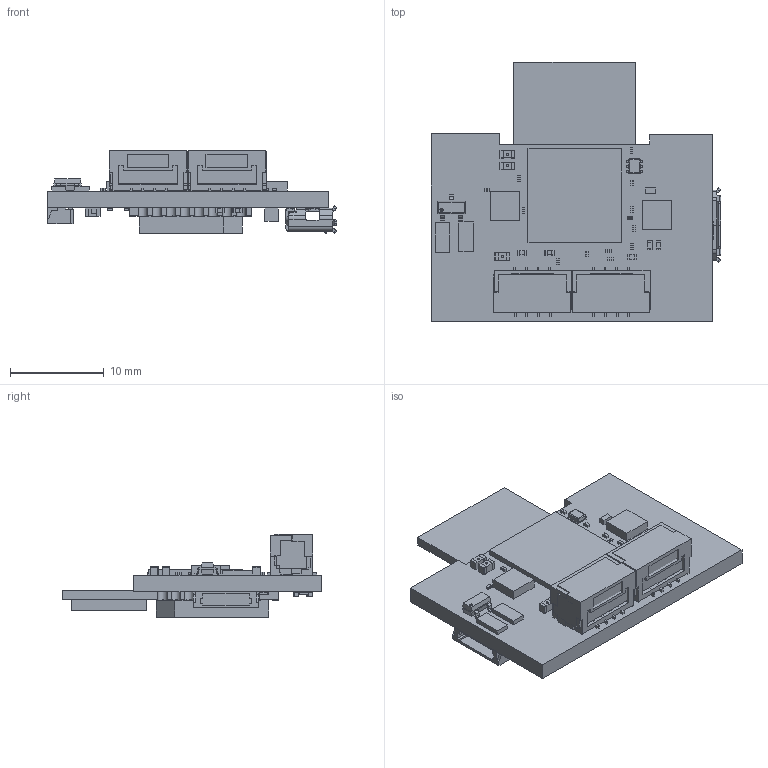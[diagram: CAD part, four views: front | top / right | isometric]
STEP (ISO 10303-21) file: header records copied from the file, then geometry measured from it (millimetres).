
FILE_DESCRIPTION(('Open CASCADE Model'),'2;1');
FILE_NAME('Open CASCADE Shape Model','2018-01-04T14:45:03',('Author'),( 'Open CASCADE'),'Open CASCADE STEP processor 6.8','Open CASCADE 6.8' ,'Unknown');
FILE_SCHEMA(('AUTOMOTIVE_DESIGN { 1 0 10303 214 1 1 1 1 }'));
Length unit declared in the file: millimetre
Products named in the file (79): PCB; Board; D2; User_Library-SOT23-3; F2; 8709747136; Extruded; F1; CANV_CAN2; BM04B-GHS-TBT; CANV_CAN1; UWB1; DWM1000_Module; U3_CAN2; 6695875584; R15_CAN2; RES0402; JMP_CAN2; CAN_CAN2; SM04B-GHS-TB; C16_CAN2; 6650167552; C20; cap_0603; C18; cap_0201; C17; C15; C13; C12; C10; USB; 473460001; Open CASCADE STEP translator 6.8 1.20.1.1; Open CASCADE STEP translator 6.8 1.20.1.2; U2; 9060396544; R9; res_0402; R8 ...
Assembly tree (106 placements, depth 4):
  PCB
    Board
    D2
      User_Library-SOT23-3
    F2
      8709747136
        Extruded
    F1
      8709747136
        Extruded
    CANV_CAN2
      BM04B-GHS-TBT
    CANV_CAN1
      BM04B-GHS-TBT
    UWB1
      DWM1000_Module
    U3_CAN2
      6695875584
        Extruded
    R15_CAN2
      RES0402
    JMP_CAN2
      RES0402
    CAN_CAN2
      SM04B-GHS-TB
    C16_CAN2
      6650167552
        Extruded
    C20
      cap_0603
    C18
      cap_0201
    C17
      cap_0201
    C15
      cap_0201
    C13
      cap_0201
    C12
      cap_0201
    C10
      cap_0603
    USB
      473460001
        Open CASCADE STEP translator 6.8 1.20.1.1
        Open CASCADE STEP translator 6.8 1.20.1.2
    U2
      9060396544
        Extruded
    R9
      res_0402
    R8
      res_0402
    R7
      res_0402
    R6
      res_0402
    R5
      res_0402
    R4
Bounding box: 30.88 x 27.65 x 8.85 mm (x, y, z)
Volume: 2143.5 mm3; surface area: 3985.8 mm2
Topology: 64 solids, 64 shells, 2731 faces, 7053 edges, 4364 vertices
Faces by surface type: plane 1622, cylinder 762, sphere 218, bspline 129
Entity records: 53647 total; most frequent: CARTESIAN_POINT 12296, ORIENTED_EDGE 7664, DIRECTION 7167, EDGE_CURVE 3832, LINE 3121, VECTOR 3121, VERTEX_POINT 2482, AXIS2_PLACEMENT_3D 2023
